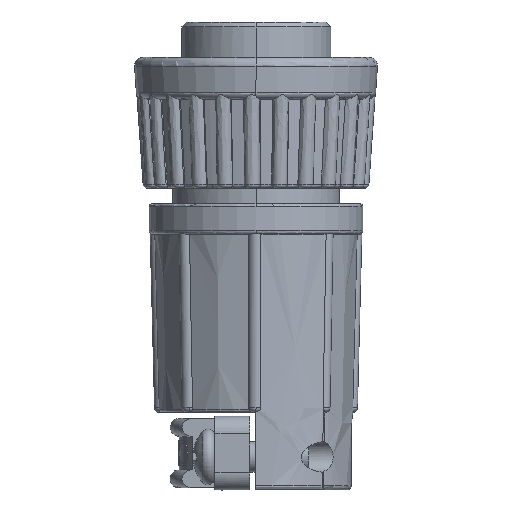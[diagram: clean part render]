
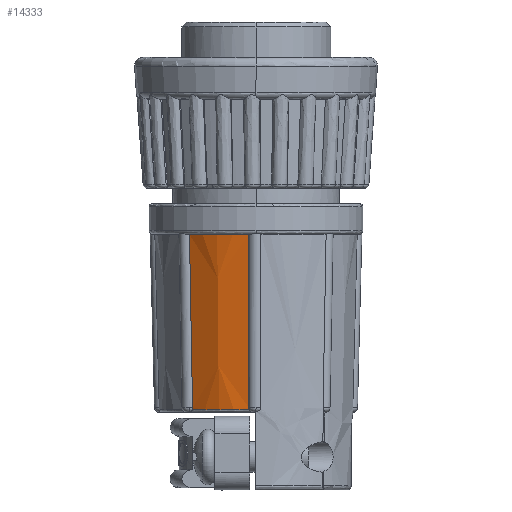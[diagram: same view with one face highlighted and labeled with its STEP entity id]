
A CAD part, left-side view. The second image highlights one B-rep face of the part: STEP entity #14333.
In plain terms, the highlighted conical face has half-angle 1.432 degrees and reference radius 9.271 mm.
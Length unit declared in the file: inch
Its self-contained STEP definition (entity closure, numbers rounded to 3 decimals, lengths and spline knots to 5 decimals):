
#614 = CONICAL_SURFACE ( 'NONE', #17862, 0.365, 0.025 ) ;
#670 = CIRCLE ( 'NONE', #18152, 0.34924 ) ;
#672 = CIRCLE ( 'NONE', #18163, 0.365 ) ;
#2047 = CARTESIAN_POINT ( 'NONE',  ( -0.34848, 0.02538, -1.38898 ) ) ;
#2051 = CARTESIAN_POINT ( 'NONE',  ( -0.34842, 0.02538, -1.39121 ) ) ;
#2052 = CARTESIAN_POINT ( 'NONE',  ( -0.34841, 0.02486, -1.39335 ) ) ;
#2053 = CARTESIAN_POINT ( 'NONE',  ( -0.34842, 0.02395, -1.39525 ) ) ;
#5206 = B_SPLINE_CURVE_WITH_KNOTS ( 'NONE', 3,
 ( #11320, #11321, #11322, #11323 ),
 .UNSPECIFIED., .F., .F.,
 ( 4, 4 ),
 ( 0., 1. ),
 .UNSPECIFIED. ) ;
#5257 = B_SPLINE_CURVE_WITH_KNOTS ( 'NONE', 3,
 ( #11424, #11425, #11426, #11427 ),
 .UNSPECIFIED., .F., .F.,
 ( 4, 4 ),
 ( 0., 1. ),
 .UNSPECIFIED. ) ;
#5266 = B_SPLINE_CURVE_WITH_KNOTS ( 'NONE', 3,
 ( #11557, #11558, #11559, #11560 ),
 .UNSPECIFIED., .F., .F.,
 ( 4, 4 ),
 ( 0., 1. ),
 .UNSPECIFIED. ) ;
#5423 = EDGE_LOOP ( 'NONE', ( #22948, #22949, #22947, #22950, #22952, #22951 ) ) ;
#7799 = VERTEX_POINT ( 'NONE', #21840 ) ;
#7900 = VERTEX_POINT ( 'NONE', #21983 ) ;
#10457 = VERTEX_POINT ( 'NONE', #20169 ) ;
#10678 = VERTEX_POINT ( 'NONE', #17620 ) ;
#10683 = VERTEX_POINT ( 'NONE', #17555 ) ;
#10686 = VERTEX_POINT ( 'NONE', #17578 ) ;
#11320 = CARTESIAN_POINT ( 'NONE',  ( -0.27541, 0.23953, -0.765 ) ) ;
#11321 = CARTESIAN_POINT ( 'NONE',  ( -0.27174, 0.23583, -0.97299 ) ) ;
#11322 = CARTESIAN_POINT ( 'NONE',  ( -0.26805, 0.23214, -1.18099 ) ) ;
#11323 = CARTESIAN_POINT ( 'NONE',  ( -0.26436, 0.22846, -1.38898 ) ) ;
#11424 = CARTESIAN_POINT ( 'NONE',  ( -0.26436, 0.22846, -1.38898 ) ) ;
#11425 = CARTESIAN_POINT ( 'NONE',  ( -0.26431, 0.22843, -1.3912 ) ) ;
#11426 = CARTESIAN_POINT ( 'NONE',  ( -0.26396, 0.22876, -1.39329 ) ) ;
#11427 = CARTESIAN_POINT ( 'NONE',  ( -0.26331, 0.22944, -1.39525 ) ) ;
#11470 = CARTESIAN_POINT ( 'NONE',  ( 0., 0., -1.39525 ) ) ;
#11471 = DIRECTION ( 'NONE',  ( 0., 0., 1. ) ) ;
#11472 = DIRECTION ( 'NONE',  ( 1., 0., 0. ) ) ;
#11554 = CARTESIAN_POINT ( 'NONE',  ( 0., 0., -0.765 ) ) ;
#11555 = DIRECTION ( 'NONE',  ( 0., 0., 1. ) ) ;
#11556 = DIRECTION ( 'NONE',  ( 0., -1., 0. ) ) ;
#11557 = CARTESIAN_POINT ( 'NONE',  ( -0.36412, 0.02537, -0.765 ) ) ;
#11558 = CARTESIAN_POINT ( 'NONE',  ( -0.3589, 0.02537, -0.97299 ) ) ;
#11559 = CARTESIAN_POINT ( 'NONE',  ( -0.35369, 0.02538, -1.18099 ) ) ;
#11560 = CARTESIAN_POINT ( 'NONE',  ( -0.34848, 0.02538, -1.38898 ) ) ;
#13869 = EDGE_CURVE ( 'NONE', #7799, #7900, #24351, .T. ) ;
#14333 = ADVANCED_FACE ( 'NONE', ( #17851 ), #614, .T. ) ;
#14707 = EDGE_CURVE ( 'NONE', #10686, #10457, #5206, .T. ) ;
#14743 = EDGE_CURVE ( 'NONE', #10457, #10683, #5257, .T. ) ;
#14757 = EDGE_CURVE ( 'NONE', #10683, #7900, #670, .T. ) ;
#14771 = EDGE_CURVE ( 'NONE', #10686, #10678, #672, .T. ) ;
#14773 = EDGE_CURVE ( 'NONE', #10678, #7799, #5266, .T. ) ;
#16117 = CARTESIAN_POINT ( 'NONE',  ( 0., 0., -0.765 ) ) ;
#16118 = DIRECTION ( 'NONE',  ( 0., 0., 1. ) ) ;
#16119 = DIRECTION ( 'NONE',  ( 0., -1., 0. ) ) ;
#17555 = CARTESIAN_POINT ( 'NONE',  ( -0.26331, 0.22944, -1.39525 ) ) ;
#17578 = CARTESIAN_POINT ( 'NONE',  ( -0.27541, 0.23953, -0.765 ) ) ;
#17620 = CARTESIAN_POINT ( 'NONE',  ( -0.36412, 0.02537, -0.765 ) ) ;
#17851 = FACE_OUTER_BOUND ( 'NONE', #5423, .T. ) ;
#17862 = AXIS2_PLACEMENT_3D ( 'NONE', #16117, #16118, #16119 ) ;
#18152 = AXIS2_PLACEMENT_3D ( 'NONE', #11470, #11471, #11472 ) ;
#18163 = AXIS2_PLACEMENT_3D ( 'NONE', #11554, #11555, #11556 ) ;
#20169 = CARTESIAN_POINT ( 'NONE',  ( -0.26436, 0.22846, -1.38898 ) ) ;
#21840 = CARTESIAN_POINT ( 'NONE',  ( -0.34848, 0.02538, -1.38898 ) ) ;
#21983 = CARTESIAN_POINT ( 'NONE',  ( -0.34842, 0.02395, -1.39525 ) ) ;
#22947 = ORIENTED_EDGE ( 'NONE', *, *, #14771, .F. ) ;
#22948 = ORIENTED_EDGE ( 'NONE', *, *, #13869, .F. ) ;
#22949 = ORIENTED_EDGE ( 'NONE', *, *, #14773, .F. ) ;
#22950 = ORIENTED_EDGE ( 'NONE', *, *, #14707, .T. ) ;
#22951 = ORIENTED_EDGE ( 'NONE', *, *, #14757, .T. ) ;
#22952 = ORIENTED_EDGE ( 'NONE', *, *, #14743, .T. ) ;
#24351 = B_SPLINE_CURVE_WITH_KNOTS ( 'NONE', 3,
 ( #2047, #2051, #2052, #2053 ),
 .UNSPECIFIED., .F., .F.,
 ( 4, 4 ),
 ( 0., 1. ),
 .UNSPECIFIED. ) ;
